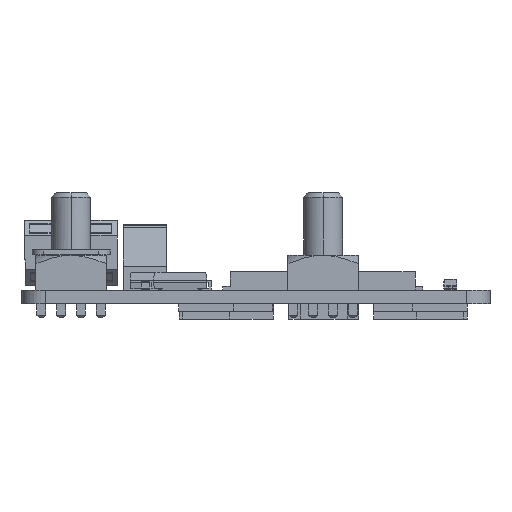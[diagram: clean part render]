
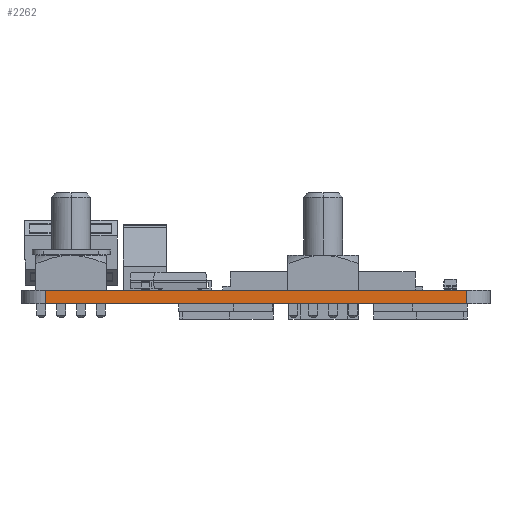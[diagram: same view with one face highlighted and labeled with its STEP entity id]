
A CAD part, left-side view. The second image highlights one B-rep face of the part: STEP entity #2262.
In plain terms, the highlighted planar face has unit normal (-1, 0, 0).
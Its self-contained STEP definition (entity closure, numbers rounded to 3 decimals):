
#729 = DIRECTION ( 'NONE',  ( 0., 0., 1. ) ) ;
#1596 = CARTESIAN_POINT ( 'NONE',  ( 0., 3., -1.691 ) ) ;
#2262 = ADVANCED_FACE ( 'NONE', ( #54088 ), #21663, .T. ) ;
#8948 = DIRECTION ( 'NONE',  ( 0., 0., 1. ) ) ;
#9751 = VERTEX_POINT ( 'NONE', #61135 ) ;
#15517 = EDGE_CURVE ( 'NONE', #22908, #85668, #127720, .T. ) ;
#18214 = ORIENTED_EDGE ( 'NONE', *, *, #119596, .F. ) ;
#18425 = LINE ( 'NONE', #122526, #121915 ) ;
#21663 = PLANE ( 'NONE',  #100505 ) ;
#22908 = VERTEX_POINT ( 'NONE', #1596 ) ;
#25236 = VECTOR ( 'NONE', #125195, 1000. ) ;
#29429 = DIRECTION ( 'NONE',  ( 0., 1., 0. ) ) ;
#31820 = CARTESIAN_POINT ( 'NONE',  ( 0., 3., -1.691 ) ) ;
#42619 = DIRECTION ( 'NONE',  ( -1., 0., 0. ) ) ;
#47182 = LINE ( 'NONE', #94764, #25236 ) ;
#47930 = VECTOR ( 'NONE', #29429, 1000. ) ;
#54088 = FACE_OUTER_BOUND ( 'NONE', #82443, .T. ) ;
#61135 = CARTESIAN_POINT ( 'NONE',  ( 0., 3., 0. ) ) ;
#63041 = EDGE_CURVE ( 'NONE', #9751, #66268, #68011, .T. ) ;
#64163 = VECTOR ( 'NONE', #87141, 1000. ) ;
#66268 = VERTEX_POINT ( 'NONE', #114760 ) ;
#68011 = LINE ( 'NONE', #109224, #47930 ) ;
#68917 = ORIENTED_EDGE ( 'NONE', *, *, #106511, .T. ) ;
#77595 = ORIENTED_EDGE ( 'NONE', *, *, #63041, .T. ) ;
#77651 = CARTESIAN_POINT ( 'NONE',  ( 0., 3., -1.691 ) ) ;
#82443 = EDGE_LOOP ( 'NONE', ( #68917, #77595, #18214, #107139 ) ) ;
#85165 = CARTESIAN_POINT ( 'NONE',  ( 0., 57., -1.691 ) ) ;
#85668 = VERTEX_POINT ( 'NONE', #85165 ) ;
#87141 = DIRECTION ( 'NONE',  ( 0., 1., 0. ) ) ;
#94764 = CARTESIAN_POINT ( 'NONE',  ( 0., 57., -1.691 ) ) ;
#100505 = AXIS2_PLACEMENT_3D ( 'NONE', #31820, #42619, #729 ) ;
#106511 = EDGE_CURVE ( 'NONE', #22908, #9751, #18425, .T. ) ;
#107139 = ORIENTED_EDGE ( 'NONE', *, *, #15517, .F. ) ;
#109224 = CARTESIAN_POINT ( 'NONE',  ( 0., 3., 0. ) ) ;
#114760 = CARTESIAN_POINT ( 'NONE',  ( 0., 57., 0. ) ) ;
#119596 = EDGE_CURVE ( 'NONE', #85668, #66268, #47182, .T. ) ;
#121915 = VECTOR ( 'NONE', #8948, 1000. ) ;
#122526 = CARTESIAN_POINT ( 'NONE',  ( 0., 3., -1.691 ) ) ;
#125195 = DIRECTION ( 'NONE',  ( 0., 0., 1. ) ) ;
#127720 = LINE ( 'NONE', #77651, #64163 ) ;
